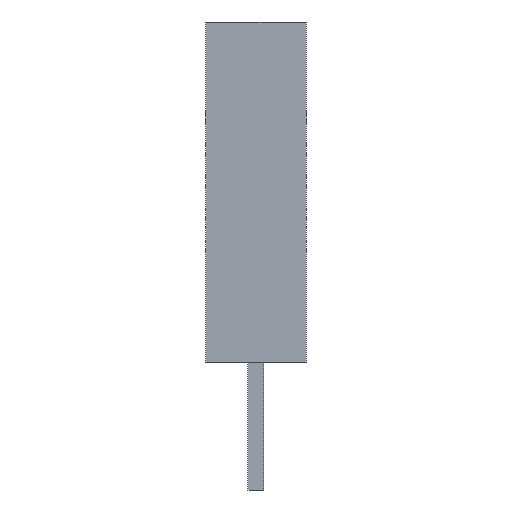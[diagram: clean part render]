
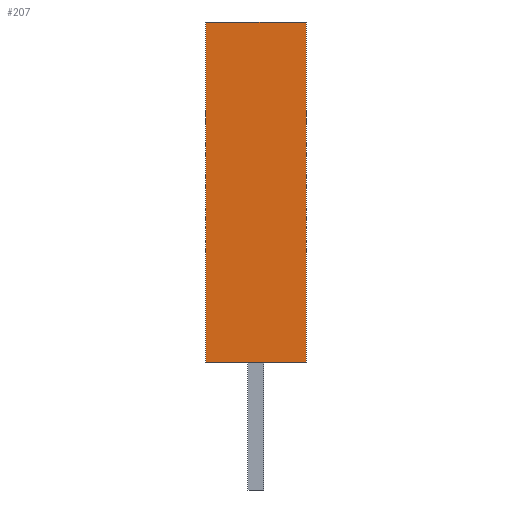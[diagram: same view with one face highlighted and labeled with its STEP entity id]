
A CAD part, left-side view. The second image highlights one B-rep face of the part: STEP entity #207.
In plain terms, the highlighted planar face has unit normal (-1, 0, 0).
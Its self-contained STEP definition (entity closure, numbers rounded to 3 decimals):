
#207=ADVANCED_FACE('',(#320),#321,.F.);
#320=FACE_OUTER_BOUND('',#386,.T.);
#321=PLANE('',#387);
#386=EDGE_LOOP('',(#463,#464,#465,#466));
#387=AXIS2_PLACEMENT_3D('',#467,#468,#469);
#463=ORIENTED_EDGE('',*,*,#573,.T.);
#464=ORIENTED_EDGE('',*,*,#587,.F.);
#465=ORIENTED_EDGE('',*,*,#580,.F.);
#466=ORIENTED_EDGE('',*,*,#569,.T.);
#467=CARTESIAN_POINT('',(22.48,-16.924,8.5));
#468=DIRECTION('',(1.0,0.0,0.0));
#469=DIRECTION('',(0.0,0.0,-1.0));
#569=EDGE_CURVE('',#624,#622,#625,.T.);
#573=EDGE_CURVE('',#622,#630,#631,.T.);
#580=EDGE_CURVE('',#624,#640,#641,.T.);
#587=EDGE_CURVE('',#640,#630,#652,.T.);
#622=VERTEX_POINT('',#699);
#624=VERTEX_POINT('',#702);
#625=LINE('',#703,#704);
#630=VERTEX_POINT('',#711);
#631=LINE('',#712,#713);
#640=VERTEX_POINT('',#726);
#641=LINE('',#727,#728);
#652=LINE('',#744,#745);
#699=CARTESIAN_POINT('',(22.48,-16.924,0.0));
#702=CARTESIAN_POINT('',(22.48,-16.924,8.5));
#703=CARTESIAN_POINT('',(22.48,-16.924,8.5));
#704=VECTOR('',#811,1.0);
#711=CARTESIAN_POINT('',(22.48,-19.424,0.0));
#712=CARTESIAN_POINT('',(22.48,-16.924,0.0));
#713=VECTOR('',#814,1.0);
#726=CARTESIAN_POINT('',(22.48,-19.424,8.5));
#727=CARTESIAN_POINT('',(22.48,-16.924,8.5));
#728=VECTOR('',#819,1.0);
#744=CARTESIAN_POINT('',(22.48,-19.424,8.5));
#745=VECTOR('',#825,1.0);
#811=DIRECTION('',(0.0,0.0,-1.0));
#814=DIRECTION('',(0.0,-1.0,0.0));
#819=DIRECTION('',(0.0,-1.0,0.0));
#825=DIRECTION('',(0.0,0.0,-1.0));
